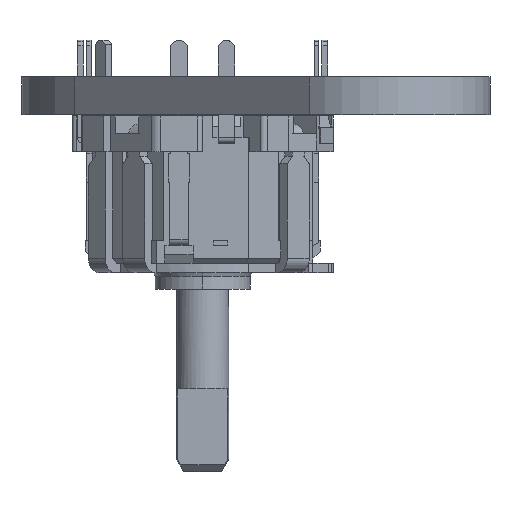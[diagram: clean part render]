
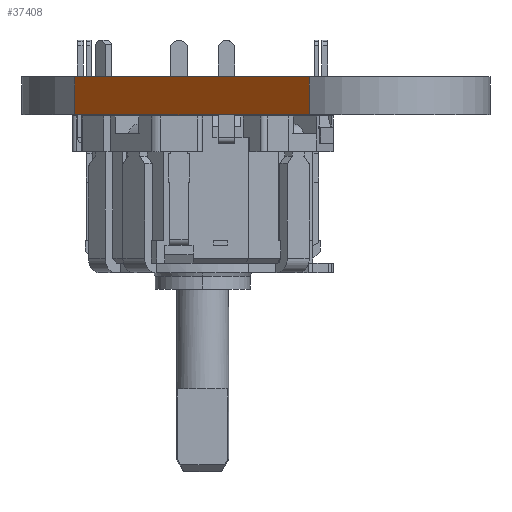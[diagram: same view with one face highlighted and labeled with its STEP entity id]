
A CAD part, front view. The second image highlights one B-rep face of the part: STEP entity #37408.
In plain terms, the highlighted planar face has unit normal (-0.715, -0.699, 0).
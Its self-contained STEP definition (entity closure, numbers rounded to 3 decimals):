
#37223 = CYLINDRICAL_SURFACE('',#37224,7.62);
#37224 = AXIS2_PLACEMENT_3D('',#37225,#37226,#37227);
#37225 = CARTESIAN_POINT('',(0.,0.,0.));
#37226 = DIRECTION('',(0.,0.,-1.));
#37227 = DIRECTION('',(1.,0.,0.));
#37248 = VERTEX_POINT('',#37249);
#37249 = CARTESIAN_POINT('',(-5.388,-5.388,1.6));
#37264 = PLANE('',#37265);
#37265 = AXIS2_PLACEMENT_3D('',#37266,#37267,#37268);
#37266 = CARTESIAN_POINT('',(2.53,-4.301,1.6));
#37267 = DIRECTION('',(0.,0.,1.));
#37268 = DIRECTION('',(1.,0.,0.));
#37276 = EDGE_CURVE('',#37277,#37248,#37279,.T.);
#37277 = VERTEX_POINT('',#37278);
#37278 = CARTESIAN_POINT('',(-5.388,-5.388,0.));
#37279 = SURFACE_CURVE('',#37280,(#37284,#37291),.PCURVE_S1.);
#37280 = LINE('',#37281,#37282);
#37281 = CARTESIAN_POINT('',(-5.388,-5.388,0.));
#37282 = VECTOR('',#37283,1.);
#37283 = DIRECTION('',(0.,0.,1.));
#37284 = PCURVE('',#37223,#37285);
#37285 = DEFINITIONAL_REPRESENTATION('',(#37286),#37290);
#37286 = LINE('',#37287,#37288);
#37287 = CARTESIAN_POINT('',(-3.927,0.));
#37288 = VECTOR('',#37289,1.);
#37289 = DIRECTION('',(0.,-1.));
#37290 = ( GEOMETRIC_REPRESENTATION_CONTEXT(2) 
PARAMETRIC_REPRESENTATION_CONTEXT() REPRESENTATION_CONTEXT('2D SPACE',''
  ) );
#37291 = PCURVE('',#37292,#37297);
#37292 = PLANE('',#37293);
#37293 = AXIS2_PLACEMENT_3D('',#37294,#37295,#37296);
#37294 = CARTESIAN_POINT('',(4.5,-15.5,0.));
#37295 = DIRECTION('',(-0.715,-0.699,0.));
#37296 = DIRECTION('',(-0.699,0.715,0.));
#37297 = DEFINITIONAL_REPRESENTATION('',(#37298),#37302);
#37298 = LINE('',#37299,#37300);
#37299 = CARTESIAN_POINT('',(14.143,0.));
#37300 = VECTOR('',#37301,1.);
#37301 = DIRECTION('',(0.,-1.));
#37302 = ( GEOMETRIC_REPRESENTATION_CONTEXT(2) 
PARAMETRIC_REPRESENTATION_CONTEXT() REPRESENTATION_CONTEXT('2D SPACE',''
  ) );
#37319 = PLANE('',#37320);
#37320 = AXIS2_PLACEMENT_3D('',#37321,#37322,#37323);
#37321 = CARTESIAN_POINT('',(2.53,-4.301,0.));
#37322 = DIRECTION('',(0.,0.,1.));
#37323 = DIRECTION('',(1.,0.,0.));
#37408 = ADVANCED_FACE('',(#37409),#37292,.T.);
#37409 = FACE_BOUND('',#37410,.T.);
#37410 = EDGE_LOOP('',(#37411,#37441,#37462,#37463));
#37411 = ORIENTED_EDGE('',*,*,#37412,.T.);
#37412 = EDGE_CURVE('',#37413,#37415,#37417,.T.);
#37413 = VERTEX_POINT('',#37414);
#37414 = CARTESIAN_POINT('',(4.5,-15.5,0.));
#37415 = VERTEX_POINT('',#37416);
#37416 = CARTESIAN_POINT('',(4.5,-15.5,1.6));
#37417 = SURFACE_CURVE('',#37418,(#37422,#37429),.PCURVE_S1.);
#37418 = LINE('',#37419,#37420);
#37419 = CARTESIAN_POINT('',(4.5,-15.5,0.));
#37420 = VECTOR('',#37421,1.);
#37421 = DIRECTION('',(0.,0.,1.));
#37422 = PCURVE('',#37292,#37423);
#37423 = DEFINITIONAL_REPRESENTATION('',(#37424),#37428);
#37424 = LINE('',#37425,#37426);
#37425 = CARTESIAN_POINT('',(0.,0.));
#37426 = VECTOR('',#37427,1.);
#37427 = DIRECTION('',(0.,-1.));
#37428 = ( GEOMETRIC_REPRESENTATION_CONTEXT(2) 
PARAMETRIC_REPRESENTATION_CONTEXT() REPRESENTATION_CONTEXT('2D SPACE',''
  ) );
#37429 = PCURVE('',#37430,#37435);
#37430 = CYLINDRICAL_SURFACE('',#37431,4.61);
#37431 = AXIS2_PLACEMENT_3D('',#37432,#37433,#37434);
#37432 = CARTESIAN_POINT('',(7.5,-12.,0.));
#37433 = DIRECTION('',(0.,0.,-1.));
#37434 = DIRECTION('',(1.,0.,0.));
#37435 = DEFINITIONAL_REPRESENTATION('',(#37436),#37440);
#37436 = LINE('',#37437,#37438);
#37437 = CARTESIAN_POINT('',(-4.004,0.));
#37438 = VECTOR('',#37439,1.);
#37439 = DIRECTION('',(0.,-1.));
#37440 = ( GEOMETRIC_REPRESENTATION_CONTEXT(2) 
PARAMETRIC_REPRESENTATION_CONTEXT() REPRESENTATION_CONTEXT('2D SPACE',''
  ) );
#37441 = ORIENTED_EDGE('',*,*,#37442,.T.);
#37442 = EDGE_CURVE('',#37415,#37248,#37443,.T.);
#37443 = SURFACE_CURVE('',#37444,(#37448,#37455),.PCURVE_S1.);
#37444 = LINE('',#37445,#37446);
#37445 = CARTESIAN_POINT('',(4.5,-15.5,1.6));
#37446 = VECTOR('',#37447,1.);
#37447 = DIRECTION('',(-0.699,0.715,0.));
#37448 = PCURVE('',#37292,#37449);
#37449 = DEFINITIONAL_REPRESENTATION('',(#37450),#37454);
#37450 = LINE('',#37451,#37452);
#37451 = CARTESIAN_POINT('',(0.,-1.6));
#37452 = VECTOR('',#37453,1.);
#37453 = DIRECTION('',(1.,0.));
#37454 = ( GEOMETRIC_REPRESENTATION_CONTEXT(2) 
PARAMETRIC_REPRESENTATION_CONTEXT() REPRESENTATION_CONTEXT('2D SPACE',''
  ) );
#37455 = PCURVE('',#37264,#37456);
#37456 = DEFINITIONAL_REPRESENTATION('',(#37457),#37461);
#37457 = LINE('',#37458,#37459);
#37458 = CARTESIAN_POINT('',(1.97,-11.199));
#37459 = VECTOR('',#37460,1.);
#37460 = DIRECTION('',(-0.699,0.715));
#37461 = ( GEOMETRIC_REPRESENTATION_CONTEXT(2) 
PARAMETRIC_REPRESENTATION_CONTEXT() REPRESENTATION_CONTEXT('2D SPACE',''
  ) );
#37462 = ORIENTED_EDGE('',*,*,#37276,.F.);
#37463 = ORIENTED_EDGE('',*,*,#37464,.F.);
#37464 = EDGE_CURVE('',#37413,#37277,#37465,.T.);
#37465 = SURFACE_CURVE('',#37466,(#37470,#37477),.PCURVE_S1.);
#37466 = LINE('',#37467,#37468);
#37467 = CARTESIAN_POINT('',(4.5,-15.5,0.));
#37468 = VECTOR('',#37469,1.);
#37469 = DIRECTION('',(-0.699,0.715,0.));
#37470 = PCURVE('',#37292,#37471);
#37471 = DEFINITIONAL_REPRESENTATION('',(#37472),#37476);
#37472 = LINE('',#37473,#37474);
#37473 = CARTESIAN_POINT('',(0.,0.));
#37474 = VECTOR('',#37475,1.);
#37475 = DIRECTION('',(1.,0.));
#37476 = ( GEOMETRIC_REPRESENTATION_CONTEXT(2) 
PARAMETRIC_REPRESENTATION_CONTEXT() REPRESENTATION_CONTEXT('2D SPACE',''
  ) );
#37477 = PCURVE('',#37319,#37478);
#37478 = DEFINITIONAL_REPRESENTATION('',(#37479),#37483);
#37479 = LINE('',#37480,#37481);
#37480 = CARTESIAN_POINT('',(1.97,-11.199));
#37481 = VECTOR('',#37482,1.);
#37482 = DIRECTION('',(-0.699,0.715));
#37483 = ( GEOMETRIC_REPRESENTATION_CONTEXT(2) 
PARAMETRIC_REPRESENTATION_CONTEXT() REPRESENTATION_CONTEXT('2D SPACE',''
  ) );
